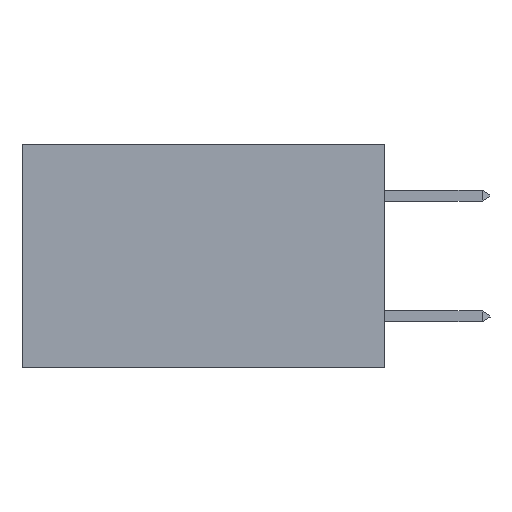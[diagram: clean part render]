
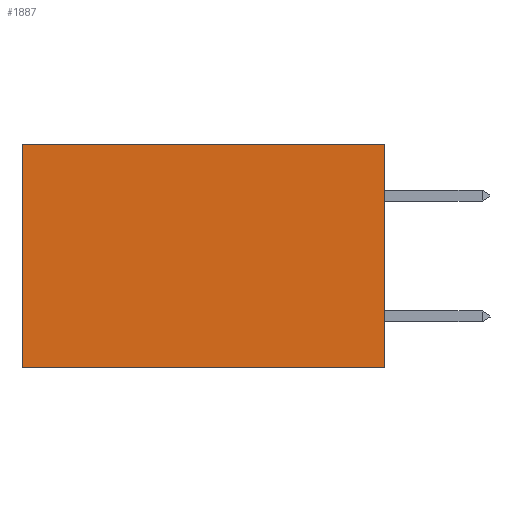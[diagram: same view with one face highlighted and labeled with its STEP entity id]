
A CAD part, left-side view. The second image highlights one B-rep face of the part: STEP entity #1887.
In plain terms, the highlighted planar face has unit normal (-1, 0, 0).
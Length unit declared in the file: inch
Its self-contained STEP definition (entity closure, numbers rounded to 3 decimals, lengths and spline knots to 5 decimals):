
#157 = VERTEX_POINT ( 'NONE', #18085 ) ;
#362 = VERTEX_POINT ( 'NONE', #13401 ) ;
#786 = AXIS2_PLACEMENT_3D ( 'NONE', #17390, #22689, #18616 ) ;
#1515 = ORIENTED_EDGE ( 'NONE', *, *, #12859, .T. ) ;
#1887 = ADVANCED_FACE ( 'NONE', ( #8327 ), #1996, .F. ) ;
#1996 = PLANE ( 'NONE',  #786 ) ;
#3741 = VECTOR ( 'NONE', #29453, 39.37008 ) ;
#3882 = EDGE_CURVE ( 'NONE', #20282, #27703, #5325, .T. ) ;
#5046 = ORIENTED_EDGE ( 'NONE', *, *, #12613, .T. ) ;
#5325 = LINE ( 'NONE', #14284, #3741 ) ;
#5477 = VECTOR ( 'NONE', #6568, 39.37008 ) ;
#6050 = LINE ( 'NONE', #33452, #11318 ) ;
#6568 = DIRECTION ( 'NONE',  ( 0., 1., 0. ) ) ;
#8174 = EDGE_LOOP ( 'NONE', ( #5046, #17401, #23519, #1515 ) ) ;
#8327 = FACE_OUTER_BOUND ( 'NONE', #8174, .T. ) ;
#11318 = VECTOR ( 'NONE', #19999, 39.37008 ) ;
#12116 = VECTOR ( 'NONE', #32383, 39.37008 ) ;
#12613 = EDGE_CURVE ( 'NONE', #157, #362, #6050, .T. ) ;
#12859 = EDGE_CURVE ( 'NONE', #20282, #157, #27521, .T. ) ;
#13401 = CARTESIAN_POINT ( 'NONE',  ( 0.2875, 0.6, -0.37 ) ) ;
#14284 = CARTESIAN_POINT ( 'NONE',  ( 0.2875, 0., 0. ) ) ;
#17390 = CARTESIAN_POINT ( 'NONE',  ( 0.2875, 0., 0. ) ) ;
#17401 = ORIENTED_EDGE ( 'NONE', *, *, #20186, .F. ) ;
#18085 = CARTESIAN_POINT ( 'NONE',  ( 0.2875, 0.6, 0. ) ) ;
#18616 = DIRECTION ( 'NONE',  ( 0., 0., -1. ) ) ;
#19999 = DIRECTION ( 'NONE',  ( 0., 0., -1. ) ) ;
#20186 = EDGE_CURVE ( 'NONE', #27703, #362, #27321, .T. ) ;
#20282 = VERTEX_POINT ( 'NONE', #22500 ) ;
#22500 = CARTESIAN_POINT ( 'NONE',  ( 0.2875, 0., 0. ) ) ;
#22689 = DIRECTION ( 'NONE',  ( 1., 0., 0. ) ) ;
#23519 = ORIENTED_EDGE ( 'NONE', *, *, #3882, .F. ) ;
#24526 = CARTESIAN_POINT ( 'NONE',  ( 0.2875, 0., -0.37 ) ) ;
#26970 = CARTESIAN_POINT ( 'NONE',  ( 0.2875, 0., 0. ) ) ;
#27321 = LINE ( 'NONE', #24526, #5477 ) ;
#27521 = LINE ( 'NONE', #26970, #12116 ) ;
#27703 = VERTEX_POINT ( 'NONE', #28744 ) ;
#28744 = CARTESIAN_POINT ( 'NONE',  ( 0.2875, 0., -0.37 ) ) ;
#29453 = DIRECTION ( 'NONE',  ( 0., 0., -1. ) ) ;
#32383 = DIRECTION ( 'NONE',  ( 0., 1., 0. ) ) ;
#33452 = CARTESIAN_POINT ( 'NONE',  ( 0.2875, 0.6, 0. ) ) ;
